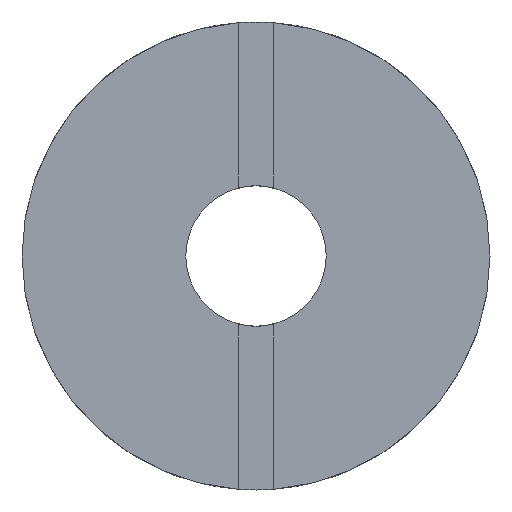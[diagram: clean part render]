
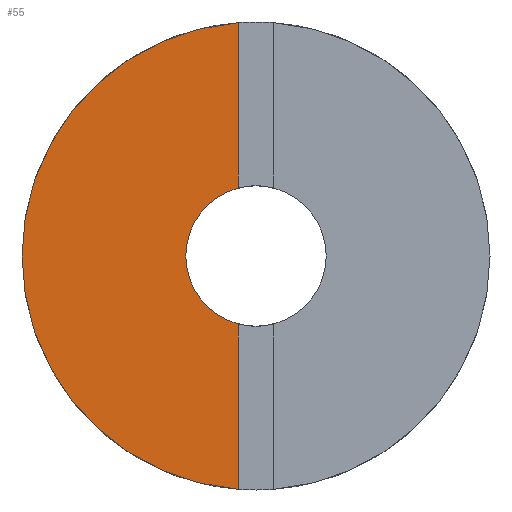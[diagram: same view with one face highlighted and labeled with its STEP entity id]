
A CAD part, front view. The second image highlights one B-rep face of the part: STEP entity #55.
In plain terms, the highlighted planar face has unit normal (0, -1, 0).
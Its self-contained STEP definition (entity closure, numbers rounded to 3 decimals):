
#55=ADVANCED_FACE('',(#119),#120,.F.);
#119=FACE_OUTER_BOUND('',#192,.T.);
#120=PLANE('',#193);
#192=EDGE_LOOP('',(#292,#293,#294,#295));
#193=AXIS2_PLACEMENT_3D('',#296,#297,#298);
#292=ORIENTED_EDGE('',*,*,#464,.T.);
#293=ORIENTED_EDGE('',*,*,#465,.F.);
#294=ORIENTED_EDGE('',*,*,#445,.F.);
#295=ORIENTED_EDGE('',*,*,#466,.F.);
#296=CARTESIAN_POINT('',(-3.0,0.0,0.0));
#297=DIRECTION('',(0.0,1.0,0.0));
#298=DIRECTION('',(0.0,0.0,1.0));
#445=EDGE_CURVE('',#527,#529,#530,.T.);
#464=EDGE_CURVE('',#563,#564,#565,.T.);
#465=EDGE_CURVE('',#529,#564,#566,.T.);
#466=EDGE_CURVE('',#563,#527,#567,.T.);
#527=VERTEX_POINT('',#639);
#529=VERTEX_POINT('',#642);
#530=CIRCLE('',#643,3.0);
#563=VERTEX_POINT('',#684);
#564=VERTEX_POINT('',#685);
#565=CIRCLE('',#686,10.0);
#566=LINE('',#687,#688);
#567=LINE('',#689,#690);
#639=CARTESIAN_POINT('',(-0.75,0.0,2.905));
#642=CARTESIAN_POINT('',(-0.75,0.0,-2.905));
#643=AXIS2_PLACEMENT_3D('',#765,#766,#767);
#684=CARTESIAN_POINT('',(-0.75,0.0,9.972));
#685=CARTESIAN_POINT('',(-0.75,0.0,-9.972));
#686=AXIS2_PLACEMENT_3D('',#797,#798,#799);
#687=CARTESIAN_POINT('',(-0.75,0.0,-2.905));
#688=VECTOR('',#800,1000.0);
#689=CARTESIAN_POINT('',(-0.75,0.0,9.972));
#690=VECTOR('',#801,1000.0);
#765=CARTESIAN_POINT('',(0.0,0.0,0.0));
#766=DIRECTION('',(0.0,-1.0,0.0));
#767=DIRECTION('',(0.0,0.0,-1.0));
#797=CARTESIAN_POINT('',(0.0,0.0,0.0));
#798=DIRECTION('',(0.0,-1.0,0.0));
#799=DIRECTION('',(0.0,0.0,-1.0));
#800=DIRECTION('',(0.0,0.0,-1.0));
#801=DIRECTION('',(0.0,0.0,-1.0));
